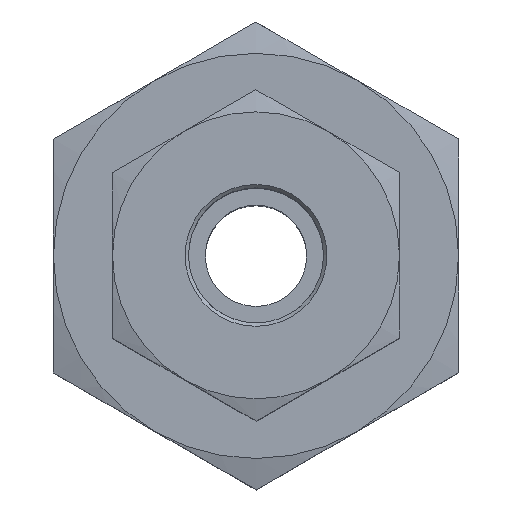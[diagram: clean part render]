
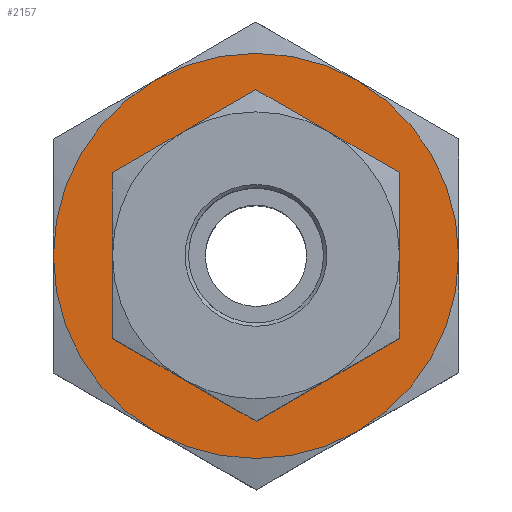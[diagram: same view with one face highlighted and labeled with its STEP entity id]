
A CAD part, top view. The second image highlights one B-rep face of the part: STEP entity #2157.
In plain terms, the highlighted planar face has unit normal (0, 0, 1).
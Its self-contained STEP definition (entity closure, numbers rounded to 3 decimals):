
#1533=CARTESIAN_POINT('',(12.,0.007,20.5));
#1534=VERTEX_POINT('',#1533);
#1548=CARTESIAN_POINT('',(12.,0.,20.5));
#1549=VERTEX_POINT('',#1548);
#1550=CARTESIAN_POINT('',(12.,0.007,20.5));
#1551=DIRECTION('',(0.001,-1.,0.0));
#1552=VECTOR('',#1551,0.007);
#1553=LINE('',#1550,#1552);
#1554=EDGE_CURVE('',#1534,#1549,#1553,.T.);
#1614=CARTESIAN_POINT('',(5.994,10.396,20.5));
#1615=VERTEX_POINT('',#1614);
#1661=CARTESIAN_POINT('',(-6.006,10.389,20.5));
#1662=VERTEX_POINT('',#1661);
#1850=CARTESIAN_POINT('',(-5.994,-10.396,20.5));
#1851=VERTEX_POINT('',#1850);
#1897=CARTESIAN_POINT('',(6.006,-10.389,20.5));
#1898=VERTEX_POINT('',#1897);
#1977=CARTESIAN_POINT('',(-12.,-0.007,20.5));
#1978=VERTEX_POINT('',#1977);
#2036=CARTESIAN_POINT('',(0.,0.,20.5));
#2037=DIRECTION('',(0.0,0.0,1.0));
#2038=DIRECTION('',(-1.0,0.0,0.0));
#2039=AXIS2_PLACEMENT_3D('',#2036,#2037,#2038);
#2040=CIRCLE('',#2039,12.);
#2041=EDGE_CURVE('',#1534,#1615,#2040,.T.);
#2054=CARTESIAN_POINT('',(0.,0.,20.5));
#2055=DIRECTION('',(0.0,0.0,1.0));
#2056=DIRECTION('',(-1.0,0.0,0.0));
#2057=AXIS2_PLACEMENT_3D('',#2054,#2055,#2056);
#2058=CIRCLE('',#2057,12.);
#2059=EDGE_CURVE('',#1898,#1549,#2058,.T.);
#2070=CARTESIAN_POINT('',(0.,0.,20.5));
#2071=DIRECTION('',(0.0,0.0,1.0));
#2072=DIRECTION('',(-1.0,0.0,0.0));
#2073=AXIS2_PLACEMENT_3D('',#2070,#2071,#2072);
#2074=CIRCLE('',#2073,12.);
#2075=EDGE_CURVE('',#1615,#1662,#2074,.T.);
#2088=CARTESIAN_POINT('',(0.,0.,20.5));
#2089=DIRECTION('',(0.0,0.0,1.0));
#2090=DIRECTION('',(-1.0,0.0,0.0));
#2091=AXIS2_PLACEMENT_3D('',#2088,#2089,#2090);
#2092=CIRCLE('',#2091,12.);
#2093=EDGE_CURVE('',#1851,#1898,#2092,.T.);
#2104=CARTESIAN_POINT('',(0.,0.,20.5));
#2105=DIRECTION('',(0.0,0.0,1.0));
#2106=DIRECTION('',(-1.0,0.0,0.0));
#2107=AXIS2_PLACEMENT_3D('',#2104,#2105,#2106);
#2108=CIRCLE('',#2107,12.);
#2109=EDGE_CURVE('',#1662,#1978,#2108,.T.);
#2122=CARTESIAN_POINT('',(0.,0.,20.5));
#2123=DIRECTION('',(0.0,0.0,1.0));
#2124=DIRECTION('',(-1.0,0.0,0.0));
#2125=AXIS2_PLACEMENT_3D('',#2122,#2123,#2124);
#2126=CIRCLE('',#2125,12.);
#2127=EDGE_CURVE('',#1978,#1851,#2126,.T.);
#2132=CARTESIAN_POINT('',(0.,0.,20.5));
#2133=DIRECTION('',(0.0,0.0,1.0));
#2134=DIRECTION('',(1.0,0.0,0.0));
#2135=AXIS2_PLACEMENT_3D('',#2132,#2133,#2134);
#2136=PLANE('',#2135);
#2137=ORIENTED_EDGE('',*,*,#2041,.T.);
#2138=ORIENTED_EDGE('',*,*,#2075,.T.);
#2139=ORIENTED_EDGE('',*,*,#2109,.T.);
#2140=ORIENTED_EDGE('',*,*,#2127,.T.);
#2141=ORIENTED_EDGE('',*,*,#2093,.T.);
#2142=ORIENTED_EDGE('',*,*,#2059,.T.);
#2143=ORIENTED_EDGE('',*,*,#1554,.F.);
#2144=EDGE_LOOP('',(#2137,#2138,#2139,#2140,#2141,#2142,#2143));
#2145=FACE_OUTER_BOUND('',#2144,.T.);
#2146=CARTESIAN_POINT('',(6.85,0.,20.5));
#2147=VERTEX_POINT('',#2146);
#2148=CARTESIAN_POINT('',(0.,0.,20.5));
#2149=DIRECTION('',(0.0,0.0,1.0));
#2150=DIRECTION('',(-1.0,0.0,0.0));
#2151=AXIS2_PLACEMENT_3D('',#2148,#2149,#2150);
#2152=CIRCLE('',#2151,6.85);
#2153=EDGE_CURVE('',#2147,#2147,#2152,.T.);
#2154=ORIENTED_EDGE('',*,*,#2153,.F.);
#2155=EDGE_LOOP('',(#2154));
#2156=FACE_BOUND('',#2155,.T.);
#2157=ADVANCED_FACE('',(#2145,#2156),#2136,.T.);
